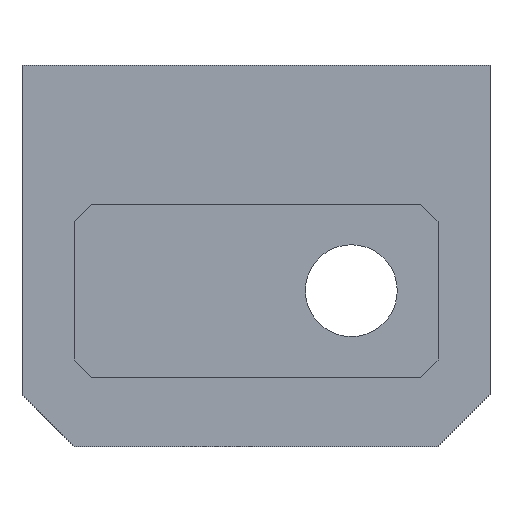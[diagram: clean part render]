
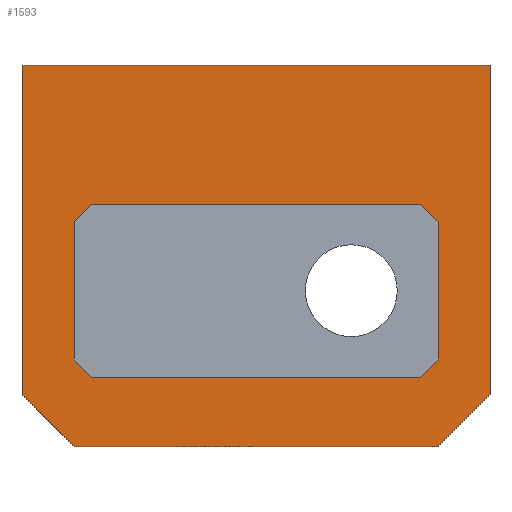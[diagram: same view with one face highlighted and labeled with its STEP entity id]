
A CAD part, front view. The second image highlights one B-rep face of the part: STEP entity #1593.
In plain terms, the highlighted planar face has unit normal (0, -1, 0).
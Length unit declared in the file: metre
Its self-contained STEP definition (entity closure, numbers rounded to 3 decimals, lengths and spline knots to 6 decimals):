
#39=LINE('',#2291,#236);
#54=LINE('',#2326,#251);
#65=LINE('',#2365,#262);
#71=LINE('',#2382,#268);
#73=LINE('',#2385,#270);
#74=LINE('',#2393,#271);
#75=LINE('',#2394,#272);
#76=LINE('',#2397,#273);
#77=LINE('',#2399,#274);
#78=LINE('',#2401,#275);
#79=LINE('',#2403,#276);
#80=LINE('',#2405,#277);
#81=LINE('',#2407,#278);
#82=LINE('',#2409,#279);
#236=VECTOR('',#1844,1.);
#251=VECTOR('',#1869,1.);
#262=VECTOR('',#1910,1.);
#268=VECTOR('',#1922,1.);
#270=VECTOR('',#1926,1.);
#271=VECTOR('',#1937,1.);
#272=VECTOR('',#1938,1.);
#273=VECTOR('',#1939,1.);
#274=VECTOR('',#1940,1.);
#275=VECTOR('',#1941,1.);
#276=VECTOR('',#1942,1.);
#277=VECTOR('',#1943,1.);
#278=VECTOR('',#1944,1.);
#279=VECTOR('',#1945,1.);
#415=PLANE('',#1717);
#582=ORIENTED_EDGE('',*,*,#960,.T.);
#583=ORIENTED_EDGE('',*,*,#1009,.T.);
#584=ORIENTED_EDGE('',*,*,#1004,.T.);
#585=ORIENTED_EDGE('',*,*,#1006,.T.);
#586=ORIENTED_EDGE('',*,*,#996,.F.);
#587=ORIENTED_EDGE('',*,*,#977,.F.);
#588=ORIENTED_EDGE('',*,*,#1010,.F.);
#589=ORIENTED_EDGE('',*,*,#1011,.T.);
#590=ORIENTED_EDGE('',*,*,#1012,.T.);
#591=ORIENTED_EDGE('',*,*,#1013,.T.);
#592=ORIENTED_EDGE('',*,*,#1014,.T.);
#593=ORIENTED_EDGE('',*,*,#1015,.T.);
#594=ORIENTED_EDGE('',*,*,#1016,.F.);
#595=ORIENTED_EDGE('',*,*,#1017,.T.);
#960=EDGE_CURVE('',#1182,#1181,#39,.T.);
#977=EDGE_CURVE('',#1182,#1197,#54,.T.);
#996=EDGE_CURVE('',#1197,#1208,#65,.T.);
#1004=EDGE_CURVE('',#1212,#1217,#71,.T.);
#1006=EDGE_CURVE('',#1217,#1208,#73,.T.);
#1009=EDGE_CURVE('',#1181,#1212,#74,.F.);
#1010=EDGE_CURVE('',#1220,#1221,#75,.T.);
#1011=EDGE_CURVE('',#1220,#1222,#76,.T.);
#1012=EDGE_CURVE('',#1222,#1223,#77,.T.);
#1013=EDGE_CURVE('',#1223,#1224,#78,.F.);
#1014=EDGE_CURVE('',#1224,#1225,#79,.T.);
#1015=EDGE_CURVE('',#1225,#1226,#80,.T.);
#1016=EDGE_CURVE('',#1227,#1226,#81,.T.);
#1017=EDGE_CURVE('',#1227,#1221,#82,.F.);
#1181=VERTEX_POINT('',#2290);
#1182=VERTEX_POINT('',#2292);
#1197=VERTEX_POINT('',#2327);
#1208=VERTEX_POINT('',#2362);
#1212=VERTEX_POINT('',#2372);
#1217=VERTEX_POINT('',#2381);
#1220=VERTEX_POINT('',#2395);
#1221=VERTEX_POINT('',#2396);
#1222=VERTEX_POINT('',#2398);
#1223=VERTEX_POINT('',#2400);
#1224=VERTEX_POINT('',#2402);
#1225=VERTEX_POINT('',#2404);
#1226=VERTEX_POINT('',#2406);
#1227=VERTEX_POINT('',#2408);
#1360=EDGE_LOOP('',(#582,#583,#584,#585,#586,#587));
#1361=EDGE_LOOP('',(#588,#589,#590,#591,#592,#593,#594,#595));
#1479=FACE_BOUND('',#1360,.T.);
#1480=FACE_BOUND('',#1361,.T.);
#1593=ADVANCED_FACE('',(#1479,#1480),#415,.F.);
#1717=AXIS2_PLACEMENT_3D('',#2392,#1935,#1936);
#1844=DIRECTION('',(0.,0.,-1.));
#1869=DIRECTION('',(1.,0.,0.));
#1910=DIRECTION('',(0.,0.,-1.));
#1922=DIRECTION('',(1.,0.,0.));
#1926=DIRECTION('',(0.707,0.,0.707));
#1935=DIRECTION('',(0.,1.,0.));
#1936=DIRECTION('',(0.,0.,1.));
#1937=DIRECTION('',(-0.707,0.,0.707));
#1938=DIRECTION('',(0.,0.,1.));
#1939=DIRECTION('',(-0.707,0.,-0.707));
#1940=DIRECTION('',(-1.,0.,0.));
#1941=DIRECTION('',(0.707,0.,-0.707));
#1942=DIRECTION('',(0.,0.,1.));
#1943=DIRECTION('',(0.707,0.,0.707));
#1944=DIRECTION('',(-1.,0.,0.));
#1945=DIRECTION('',(-0.707,0.,0.707));
#2290=CARTESIAN_POINT('',(-0.0135,-0.027,0.003));
#2291=CARTESIAN_POINT('',(-0.0135,-0.027,0.022));
#2292=CARTESIAN_POINT('',(-0.0135,-0.027,0.022));
#2326=CARTESIAN_POINT('',(0.,-0.027,0.022));
#2327=CARTESIAN_POINT('',(0.0135,-0.027,0.022));
#2362=CARTESIAN_POINT('',(0.0135,-0.027,0.003));
#2365=CARTESIAN_POINT('',(0.0135,-0.027,0.022));
#2372=CARTESIAN_POINT('',(-0.0105,-0.027,0.));
#2381=CARTESIAN_POINT('',(0.0105,-0.027,0.));
#2382=CARTESIAN_POINT('',(0.,-0.027,0.));
#2385=CARTESIAN_POINT('',(0.0105,-0.027,0.));
#2392=CARTESIAN_POINT('',(0.,-0.027,0.022));
#2393=CARTESIAN_POINT('',(-0.0135,-0.027,0.003));
#2394=CARTESIAN_POINT('',(0.0105,-0.027,0.009));
#2395=CARTESIAN_POINT('',(0.0105,-0.027,0.005));
#2396=CARTESIAN_POINT('',(0.0105,-0.027,0.013));
#2397=CARTESIAN_POINT('',(0.01375,-0.027,0.00825));
#2398=CARTESIAN_POINT('',(0.0095,-0.027,0.004));
#2399=CARTESIAN_POINT('',(0.,-0.027,0.004));
#2400=CARTESIAN_POINT('',(-0.0095,-0.027,0.004));
#2401=CARTESIAN_POINT('',(-0.01375,-0.027,0.00825));
#2402=CARTESIAN_POINT('',(-0.0105,-0.027,0.005));
#2403=CARTESIAN_POINT('',(-0.0105,-0.027,0.009));
#2404=CARTESIAN_POINT('',(-0.0105,-0.027,0.013));
#2405=CARTESIAN_POINT('',(-0.00075,-0.027,0.02275));
#2406=CARTESIAN_POINT('',(-0.0095,-0.027,0.014));
#2407=CARTESIAN_POINT('',(0.,-0.027,0.014));
#2408=CARTESIAN_POINT('',(0.0095,-0.027,0.014));
#2409=CARTESIAN_POINT('',(0.00075,-0.027,0.02275));
